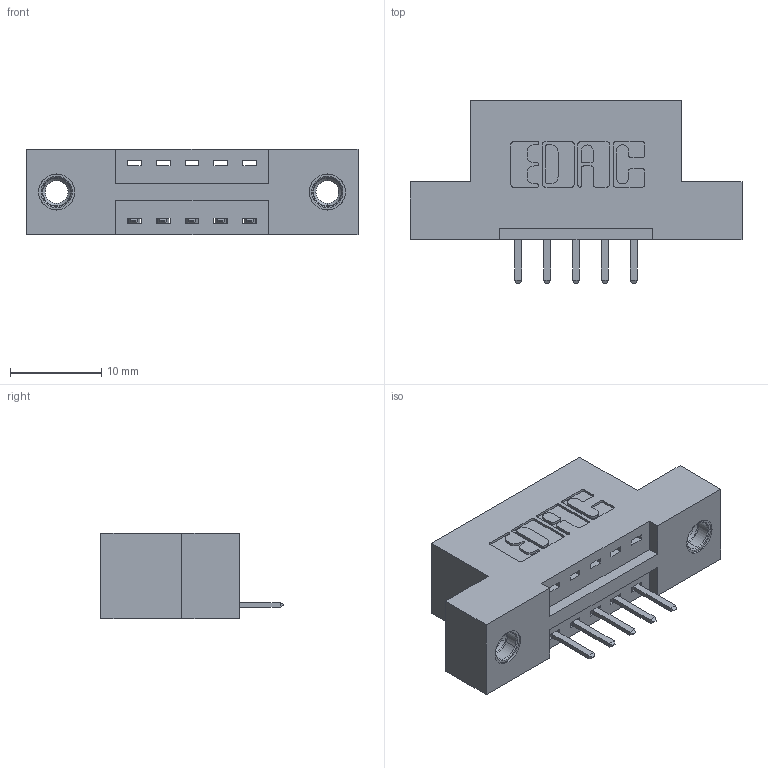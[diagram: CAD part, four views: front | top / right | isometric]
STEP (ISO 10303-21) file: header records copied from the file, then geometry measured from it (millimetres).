
FILE_DESCRIPTION (( 'STEP AP203' ), '1' );
FILE_NAME ('346-005-520-107.STEP', '2022-05-04T17:24:57', ( '' ), ( '' ), 'SwSTEP 2.0', 'SolidWorks 2020', '' );
FILE_SCHEMA (( 'CONFIG_CONTROL_DESIGN' ));
Length unit declared in the file: inch
Products named in the file (4): 345-292-001_345-293-120; 346 Part_Flush Mounting Lugs - 0.156 Dia-TI; 346-005-520-107; 345-250-001_345-250-005-103
Assembly tree (8 placements, depth 2):
  346-005-520-107
    346 Part_Flush Mounting Lugs - 0.156 Dia-TI
    345-292-001_345-293-120  x5
    345-250-001_345-250-005-103  x2
Bounding box: 36.45 x 20.02 x 9.4 mm (x, y, z)
Volume: 3206.2 mm3; surface area: 3594.6 mm2
Topology: 8 solids, 8 shells, 492 faces, 1385 edges, 902 vertices
Faces by surface type: plane 318, cylinder 158, cone 12, torus 4
Entity records: 9384 total; most frequent: CARTESIAN_POINT 1614, ORIENTED_EDGE 1534, DIRECTION 1483, EDGE_CURVE 767, VECTOR 591, LINE 591, VERTEX_POINT 504, AXIS2_PLACEMENT_3D 446
